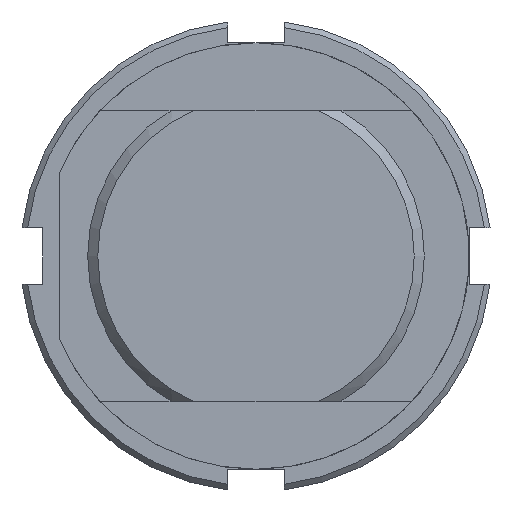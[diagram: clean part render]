
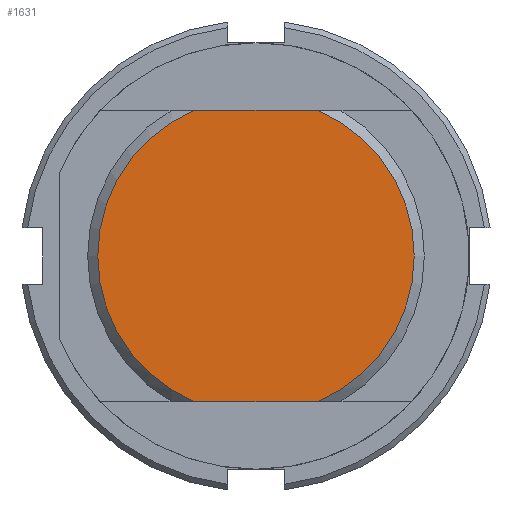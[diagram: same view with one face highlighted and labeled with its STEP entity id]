
A CAD part, front view. The second image highlights one B-rep face of the part: STEP entity #1631.
In plain terms, the highlighted planar face has unit normal (0, -1, 0).
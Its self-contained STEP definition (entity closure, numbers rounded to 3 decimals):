
#103=PLANE('',#1749);
#152=CIRCLE('',#1750,14.1);
#153=CIRCLE('',#1751,14.1);
#247=ORIENTED_EDGE('',*,*,#636,.F.);
#248=ORIENTED_EDGE('',*,*,#637,.T.);
#249=ORIENTED_EDGE('',*,*,#638,.F.);
#250=ORIENTED_EDGE('',*,*,#639,.T.);
#636=EDGE_CURVE('',#831,#832,#152,.T.);
#637=EDGE_CURVE('',#831,#833,#963,.T.);
#638=EDGE_CURVE('',#834,#833,#153,.T.);
#639=EDGE_CURVE('',#834,#832,#964,.T.);
#831=VERTEX_POINT('',#2408);
#832=VERTEX_POINT('',#2409);
#833=VERTEX_POINT('',#2411);
#834=VERTEX_POINT('',#2413);
#963=LINE('',#2410,#1041);
#964=LINE('',#2414,#1042);
#1041=VECTOR('',#1956,1000.);
#1042=VECTOR('',#1959,1000.);
#1122=EDGE_LOOP('',(#247,#248,#249,#250));
#1248=FACE_BOUND('',#1122,.T.);
#1631=ADVANCED_FACE('',(#1248),#103,.T.);
#1749=AXIS2_PLACEMENT_3D('',#2406,#1952,#1953);
#1750=AXIS2_PLACEMENT_3D('',#2407,#1954,#1955);
#1751=AXIS2_PLACEMENT_3D('',#2412,#1957,#1958);
#1952=DIRECTION('',(0.,-1.,0.));
#1953=DIRECTION('',(0.,0.,-1.));
#1954=DIRECTION('',(0.,1.,0.));
#1955=DIRECTION('',(-1.,0.,0.));
#1956=DIRECTION('',(1.,0.,0.));
#1957=DIRECTION('',(0.,1.,0.));
#1958=DIRECTION('',(1.,0.,0.));
#1959=DIRECTION('',(-1.,0.,0.));
#2406=CARTESIAN_POINT('',(-7.5,0.,0.));
#2407=CARTESIAN_POINT('',(0.,0.,0.));
#2408=CARTESIAN_POINT('',(-5.46,0.,-13.));
#2409=CARTESIAN_POINT('',(-5.46,0.,13.));
#2410=CARTESIAN_POINT('',(-5.46,0.,-13.));
#2411=CARTESIAN_POINT('',(5.46,0.,-13.));
#2412=CARTESIAN_POINT('',(0.,0.,0.));
#2413=CARTESIAN_POINT('',(5.46,0.,13.));
#2414=CARTESIAN_POINT('',(5.46,0.,13.));
